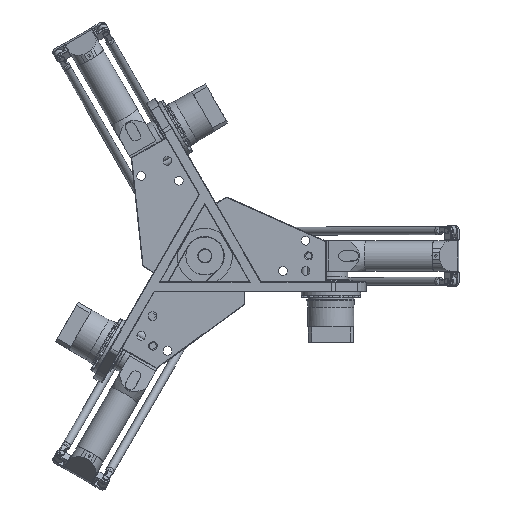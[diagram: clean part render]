
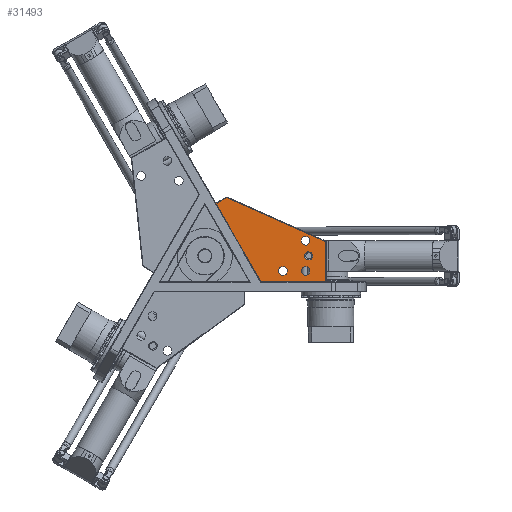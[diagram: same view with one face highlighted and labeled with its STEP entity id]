
A CAD part, top view. The second image highlights one B-rep face of the part: STEP entity #31493.
In plain terms, the highlighted planar face has unit normal (0, 0, 1).
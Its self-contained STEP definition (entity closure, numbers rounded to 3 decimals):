
#836=FACE_BOUND('',#7251,.T.);
#837=FACE_BOUND('',#7252,.T.);
#838=FACE_BOUND('',#7253,.T.);
#839=FACE_BOUND('',#7254,.T.);
#2785=CIRCLE('',#34442,8.);
#2786=CIRCLE('',#34445,8.75);
#2787=CIRCLE('',#34446,8.75);
#2788=CIRCLE('',#34447,8.75);
#4980=FACE_OUTER_BOUND('',#7250,.T.);
#7250=EDGE_LOOP('',(#25795,#25796,#25797,#25798,#25799));
#7251=EDGE_LOOP('',(#25800));
#7252=EDGE_LOOP('',(#25801));
#7253=EDGE_LOOP('',(#25802));
#7254=EDGE_LOOP('',(#25803));
#10206=LINE('',#57205,#12794);
#10207=LINE('',#57207,#12795);
#10208=LINE('',#57209,#12796);
#10209=LINE('',#57211,#12797);
#10210=LINE('',#57212,#12798);
#12794=VECTOR('',#41333,10.);
#12795=VECTOR('',#41334,10.);
#12796=VECTOR('',#41335,10.);
#12797=VECTOR('',#41336,10.);
#12798=VECTOR('',#41337,10.);
#15399=VERTEX_POINT('',#57199);
#15400=VERTEX_POINT('',#57203);
#15401=VERTEX_POINT('',#57204);
#15402=VERTEX_POINT('',#57206);
#15403=VERTEX_POINT('',#57208);
#15404=VERTEX_POINT('',#57210);
#15405=VERTEX_POINT('',#57213);
#15406=VERTEX_POINT('',#57215);
#15407=VERTEX_POINT('',#57217);
#19097=EDGE_CURVE('',#15399,#15399,#2785,.T.);
#19098=EDGE_CURVE('',#15400,#15401,#10206,.T.);
#19099=EDGE_CURVE('',#15402,#15400,#10207,.T.);
#19100=EDGE_CURVE('',#15403,#15402,#10208,.T.);
#19101=EDGE_CURVE('',#15403,#15404,#10209,.T.);
#19102=EDGE_CURVE('',#15404,#15401,#10210,.T.);
#19103=EDGE_CURVE('',#15405,#15405,#2786,.T.);
#19104=EDGE_CURVE('',#15406,#15406,#2787,.T.);
#19105=EDGE_CURVE('',#15407,#15407,#2788,.T.);
#25795=ORIENTED_EDGE('',*,*,#19098,.F.);
#25796=ORIENTED_EDGE('',*,*,#19099,.F.);
#25797=ORIENTED_EDGE('',*,*,#19100,.F.);
#25798=ORIENTED_EDGE('',*,*,#19101,.T.);
#25799=ORIENTED_EDGE('',*,*,#19102,.T.);
#25800=ORIENTED_EDGE('',*,*,#19103,.T.);
#25801=ORIENTED_EDGE('',*,*,#19104,.T.);
#25802=ORIENTED_EDGE('',*,*,#19105,.T.);
#25803=ORIENTED_EDGE('',*,*,#19097,.F.);
#30000=PLANE('',#34444);
#31493=ADVANCED_FACE('',(#4980,#836,#837,#838,#839),#30000,.T.);
#34442=AXIS2_PLACEMENT_3D('',#57200,#41327,#41328);
#34444=AXIS2_PLACEMENT_3D('',#57202,#41331,#41332);
#34445=AXIS2_PLACEMENT_3D('',#57214,#41338,#41339);
#34446=AXIS2_PLACEMENT_3D('',#57216,#41340,#41341);
#34447=AXIS2_PLACEMENT_3D('',#57218,#41342,#41343);
#41327=DIRECTION('center_axis',(0.,0.,
1.));
#41328=DIRECTION('ref_axis',(-1.,0.,0.));
#41331=DIRECTION('center_axis',(0.,0.,
1.));
#41332=DIRECTION('ref_axis',(-0.5,-0.866,0.));
#41333=DIRECTION('',(0.866,0.5,0.));
#41334=DIRECTION('',(-0.105,0.994,0.));
#41335=DIRECTION('',(-0.866,0.5,0.));
#41336=DIRECTION('',(0.5,0.866,0.));
#41337=DIRECTION('',(-0.5,0.866,0.));
#41338=DIRECTION('center_axis',(0.,0.,
-1.));
#41339=DIRECTION('ref_axis',(0.5,0.866,0.));
#41340=DIRECTION('center_axis',(0.,0.,
-1.));
#41341=DIRECTION('ref_axis',(0.5,0.866,0.));
#41342=DIRECTION('center_axis',(0.,0.,
-1.));
#41343=DIRECTION('ref_axis',(0.5,0.866,0.));
#57199=CARTESIAN_POINT('',(-95.,178.4,101.));
#57200=CARTESIAN_POINT('Origin',(-103.,178.4,101.));
#57202=CARTESIAN_POINT('Origin',(-89.807,105.227,101.));
#57203=CARTESIAN_POINT('',(-144.766,194.043,101.));
#57204=CARTESIAN_POINT('',(-76.047,233.718,101.));
#57205=CARTESIAN_POINT('',(-109.026,214.677,101.));
#57206=CARTESIAN_POINT('',(-122.099,-20.278,101.));
#57207=CARTESIAN_POINT('',(-139.852,147.575,101.));
#57208=CARTESIAN_POINT('',(-100.793,-32.579,101.));
#57209=CARTESIAN_POINT('',(-137.382,-11.454,101.));
#57210=CARTESIAN_POINT('',(-11.547,122.,101.));
#57211=CARTESIAN_POINT('',(-101.293,-33.445,101.));
#57212=CARTESIAN_POINT('',(-11.547,122.,101.));
#57213=CARTESIAN_POINT('',(-55.894,141.655,101.));
#57214=CARTESIAN_POINT('Origin',(-51.519,149.233,101.));
#57215=CARTESIAN_POINT('',(-130.355,150.627,101.));
#57216=CARTESIAN_POINT('Origin',(-125.98,158.204,101.));
#57217=CARTESIAN_POINT('',(-78.394,180.627,101.));
#57218=CARTESIAN_POINT('Origin',(-74.019,188.204,101.));
